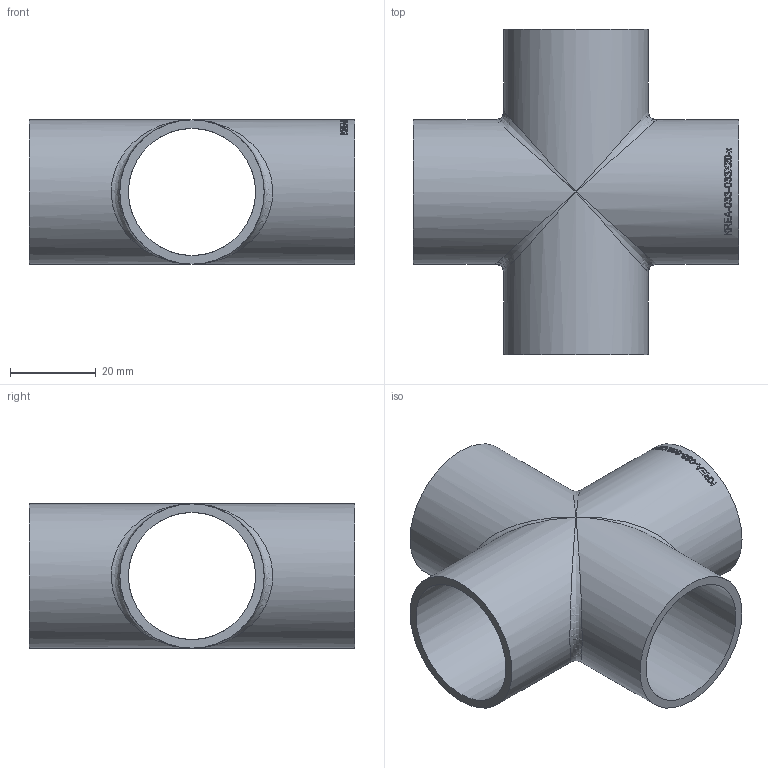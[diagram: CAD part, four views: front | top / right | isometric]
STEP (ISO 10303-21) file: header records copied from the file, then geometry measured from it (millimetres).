
FILE_DESCRIPTION (( 'STEP AP214' ), '1' );
FILE_NAME ('KREA-033-033X20-x Kreuz-Stück 2005.STEP', '2020-05-12T07:15:18', ( '' ), ( '' ), 'SwSTEP 2.0', 'SolidWorks 2019', '' );
FILE_SCHEMA (( 'AUTOMOTIVE_DESIGN' ));
Length unit declared in the file: millimetre
Products named in the file (1): KREA-033-033X20-x Kreuz-Stück 2005
Bounding box: 76 x 76 x 33.7 mm (x, y, z)
Volume: 22041.9 mm3; surface area: 22828.5 mm2
Topology: 1 solids, 1 shells, 252 faces, 681 edges, 434 vertices
Faces by surface type: bspline 162, plane 60, cylinder 30
Full cylindrical faces by diameter (mm): 29.7 x4, 33.7 x4
Entity records: 21884 total; most frequent: CARTESIAN_POINT 14582, ORIENTED_EDGE 1308, EDGE_CURVE 654, B_SPLINE_CURVE_WITH_KNOTS 482, VERTEX_POINT 432, DIRECTION 420, EDGE_LOOP 286, FACE_OUTER_BOUND 260
